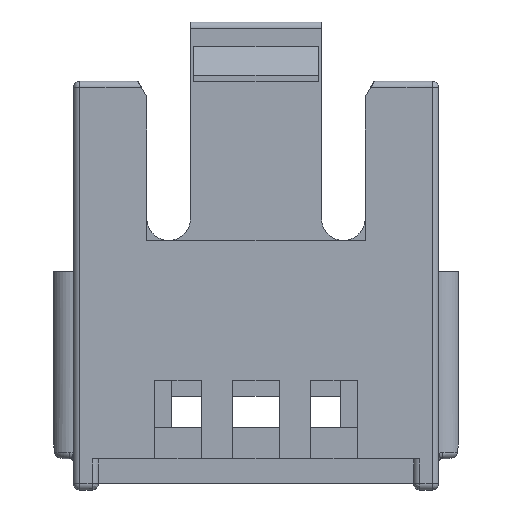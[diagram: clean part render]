
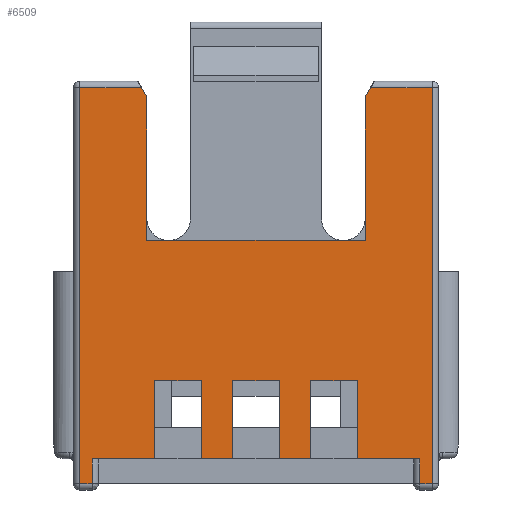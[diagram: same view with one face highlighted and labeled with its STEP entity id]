
A CAD part, front view. The second image highlights one B-rep face of the part: STEP entity #6509.
In plain terms, the highlighted planar face has unit normal (0, -1, 0).
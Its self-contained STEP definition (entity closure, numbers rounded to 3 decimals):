
#988=DIRECTION('',(-0.5,0.,-0.866));
#989=VECTOR('',#988,0.346);
#990=CARTESIAN_POINT('',(3.673,-4.9,-0.2));
#991=LINE('',#990,#989);
#992=DIRECTION('',(1.,0.,0.));
#993=VECTOR('',#992,1.977);
#994=CARTESIAN_POINT('',(3.673,-4.9,-0.2));
#995=LINE('',#994,#993);
#996=DIRECTION('',(0.,0.,-1.));
#997=VECTOR('',#996,12.7);
#998=CARTESIAN_POINT('',(5.65,-4.9,-0.2));
#999=LINE('',#998,#997);
#1000=DIRECTION('',(-1.,0.,0.));
#1001=VECTOR('',#1000,0.4);
#1002=CARTESIAN_POINT('',(5.65,-4.9,-12.9));
#1003=LINE('',#1002,#1001);
#1004=DIRECTION('',(0.,0.,1.));
#1005=VECTOR('',#1004,0.8);
#1006=CARTESIAN_POINT('',(5.25,-4.9,-12.9));
#1007=LINE('',#1006,#1005);
#1008=DIRECTION('',(0.,0.,-1.));
#1009=VECTOR('',#1008,2.5);
#1010=CARTESIAN_POINT('',(3.25,-4.9,-9.6));
#1011=LINE('',#1010,#1009);
#1012=DIRECTION('',(-1.,0.,0.));
#1013=VECTOR('',#1012,1.5);
#1014=CARTESIAN_POINT('',(3.25,-4.9,-9.6));
#1015=LINE('',#1014,#1013);
#1016=DIRECTION('',(0.,0.,-1.));
#1017=VECTOR('',#1016,2.5);
#1018=CARTESIAN_POINT('',(1.75,-4.9,-9.6));
#1019=LINE('',#1018,#1017);
#1020=DIRECTION('',(1.,0.,0.));
#1021=VECTOR('',#1020,1.);
#1022=CARTESIAN_POINT('',(0.75,-4.9,-12.1));
#1023=LINE('',#1022,#1021);
#1024=DIRECTION('',(0.,0.,-1.));
#1025=VECTOR('',#1024,2.5);
#1026=CARTESIAN_POINT('',(0.75,-4.9,-9.6));
#1027=LINE('',#1026,#1025);
#1028=DIRECTION('',(-1.,0.,0.));
#1029=VECTOR('',#1028,1.5);
#1030=CARTESIAN_POINT('',(0.75,-4.9,-9.6));
#1031=LINE('',#1030,#1029);
#1032=DIRECTION('',(0.,0.,-1.));
#1033=VECTOR('',#1032,2.5);
#1034=CARTESIAN_POINT('',(-0.75,-4.9,-9.6));
#1035=LINE('',#1034,#1033);
#1036=DIRECTION('',(1.,0.,0.));
#1037=VECTOR('',#1036,1.);
#1038=CARTESIAN_POINT('',(-1.75,-4.9,-12.1));
#1039=LINE('',#1038,#1037);
#1040=DIRECTION('',(0.,0.,-1.));
#1041=VECTOR('',#1040,2.5);
#1042=CARTESIAN_POINT('',(-1.75,-4.9,-9.6));
#1043=LINE('',#1042,#1041);
#1044=DIRECTION('',(-1.,0.,0.));
#1045=VECTOR('',#1044,1.5);
#1046=CARTESIAN_POINT('',(-1.75,-4.9,-9.6));
#1047=LINE('',#1046,#1045);
#1048=DIRECTION('',(0.,0.,-1.));
#1049=VECTOR('',#1048,2.5);
#1050=CARTESIAN_POINT('',(-3.25,-4.9,-9.6));
#1051=LINE('',#1050,#1049);
#1052=DIRECTION('',(0.,0.,-1.));
#1053=VECTOR('',#1052,0.8);
#1054=CARTESIAN_POINT('',(-5.25,-4.9,-12.1));
#1055=LINE('',#1054,#1053);
#1056=DIRECTION('',(-1.,0.,0.));
#1057=VECTOR('',#1056,0.4);
#1058=CARTESIAN_POINT('',(-5.25,-4.9,-12.9));
#1059=LINE('',#1058,#1057);
#1060=DIRECTION('',(0.,0.,-1.));
#1061=VECTOR('',#1060,12.7);
#1062=CARTESIAN_POINT('',(-5.65,-4.9,-0.2));
#1063=LINE('',#1062,#1061);
#1064=DIRECTION('',(1.,0.,0.));
#1065=VECTOR('',#1064,1.977);
#1066=CARTESIAN_POINT('',(-5.65,-4.9,-0.2));
#1067=LINE('',#1066,#1065);
#1068=DIRECTION('',(-0.5,0.,0.866));
#1069=VECTOR('',#1068,0.346);
#1070=CARTESIAN_POINT('',(-3.5,-4.9,-0.5));
#1071=LINE('',#1070,#1069);
#1072=DIRECTION('',(0.,0.,1.));
#1073=VECTOR('',#1072,4.6);
#1074=CARTESIAN_POINT('',(-3.5,-4.9,-5.1));
#1075=LINE('',#1074,#1073);
#1076=DIRECTION('',(1.,0.,0.));
#1077=VECTOR('',#1076,7.);
#1078=CARTESIAN_POINT('',(-3.5,-4.9,-5.1));
#1079=LINE('',#1078,#1077);
#1080=DIRECTION('',(0.,0.,1.));
#1081=VECTOR('',#1080,4.6);
#1082=CARTESIAN_POINT('',(3.5,-4.9,-5.1));
#1083=LINE('',#1082,#1081);
#1092=CARTESIAN_POINT('',(3.673,-4.9,-0.2));
#3532=DIRECTION('',(1.,0.,0.));
#3533=VECTOR('',#3532,2.);
#3534=CARTESIAN_POINT('',(-5.25,-4.9,-12.1));
#3535=LINE('',#3534,#3533);
#3572=DIRECTION('',(1.,0.,0.));
#3573=VECTOR('',#3572,2.);
#3574=CARTESIAN_POINT('',(3.25,-4.9,-12.1));
#3575=LINE('',#3574,#3573);
#4405=CARTESIAN_POINT('',(-3.5,-4.9,-5.1));
#4406=CARTESIAN_POINT('',(3.5,-4.9,-5.1));
#4407=VERTEX_POINT('',#4405);
#4408=VERTEX_POINT('',#4406);
#4473=CARTESIAN_POINT('',(3.25,-4.9,-9.6));
#4474=CARTESIAN_POINT('',(1.75,-4.9,-9.6));
#4475=VERTEX_POINT('',#4473);
#4476=VERTEX_POINT('',#4474);
#4477=CARTESIAN_POINT('',(1.75,-4.9,-12.1));
#4478=VERTEX_POINT('',#4477);
#4479=CARTESIAN_POINT('',(3.25,-4.9,-12.1));
#4480=VERTEX_POINT('',#4479);
#4696=CARTESIAN_POINT('',(5.25,-4.9,-12.9));
#4697=CARTESIAN_POINT('',(5.25,-4.9,-12.1));
#4698=VERTEX_POINT('',#4696);
#4699=VERTEX_POINT('',#4697);
#4704=CARTESIAN_POINT('',(5.65,-4.9,-12.9));
#4705=VERTEX_POINT('',#4704);
#4718=CARTESIAN_POINT('',(5.65,-4.9,-0.2));
#4719=VERTEX_POINT('',#4718);
#4738=CARTESIAN_POINT('',(-5.65,-4.9,-0.2));
#4739=CARTESIAN_POINT('',(-5.65,-4.9,-12.9));
#4740=VERTEX_POINT('',#4738);
#4741=VERTEX_POINT('',#4739);
#4746=CARTESIAN_POINT('',(-5.25,-4.9,-12.1));
#4747=CARTESIAN_POINT('',(-5.25,-4.9,-12.9));
#4748=VERTEX_POINT('',#4746);
#4749=VERTEX_POINT('',#4747);
#4858=VERTEX_POINT('',#1092);
#4859=CARTESIAN_POINT('',(3.5,-4.9,-0.5));
#4860=VERTEX_POINT('',#4859);
#4861=CARTESIAN_POINT('',(-3.5,-4.9,-0.5));
#4862=CARTESIAN_POINT('',(-3.673,-4.9,-0.2));
#4863=VERTEX_POINT('',#4861);
#4864=VERTEX_POINT('',#4862);
#4884=CARTESIAN_POINT('',(-0.75,-4.9,-9.6));
#4886=VERTEX_POINT('',#4884);
#4889=CARTESIAN_POINT('',(0.75,-4.9,-9.6));
#4891=VERTEX_POINT('',#4889);
#4909=CARTESIAN_POINT('',(-1.75,-4.9,-9.6));
#4911=VERTEX_POINT('',#4909);
#4924=CARTESIAN_POINT('',(-0.75,-4.9,-12.1));
#4925=VERTEX_POINT('',#4924);
#4926=CARTESIAN_POINT('',(0.75,-4.9,-12.1));
#4927=VERTEX_POINT('',#4926);
#4936=CARTESIAN_POINT('',(-3.25,-4.9,-9.6));
#4937=VERTEX_POINT('',#4936);
#4938=CARTESIAN_POINT('',(-3.25,-4.9,-12.1));
#4939=VERTEX_POINT('',#4938);
#4940=CARTESIAN_POINT('',(-1.75,-4.9,-12.1));
#4941=VERTEX_POINT('',#4940);
#6456=CARTESIAN_POINT('',(-5.85,-4.9,0.));
#6457=DIRECTION('',(0.,-1.,0.));
#6458=DIRECTION('',(1.,0.,0.));
#6459=AXIS2_PLACEMENT_3D('',#6456,#6457,#6458);
#6460=PLANE('',#6459);
#6462=ORIENTED_EDGE('',*,*,#6461,.F.);
#6464=ORIENTED_EDGE('',*,*,#6463,.T.);
#6466=ORIENTED_EDGE('',*,*,#6465,.T.);
#6468=ORIENTED_EDGE('',*,*,#6467,.T.);
#6470=ORIENTED_EDGE('',*,*,#6469,.T.);
#6472=ORIENTED_EDGE('',*,*,#6471,.F.);
#6473=ORIENTED_EDGE('',*,*,#6443,.F.);
#6474=ORIENTED_EDGE('',*,*,#6123,.T.);
#6476=ORIENTED_EDGE('',*,*,#6475,.T.);
#6478=ORIENTED_EDGE('',*,*,#6477,.F.);
#6480=ORIENTED_EDGE('',*,*,#6479,.F.);
#6481=ORIENTED_EDGE('',*,*,#6352,.T.);
#6482=ORIENTED_EDGE('',*,*,#6374,.T.);
#6484=ORIENTED_EDGE('',*,*,#6483,.F.);
#6486=ORIENTED_EDGE('',*,*,#6485,.F.);
#6487=ORIENTED_EDGE('',*,*,#6092,.T.);
#6489=ORIENTED_EDGE('',*,*,#6488,.T.);
#6491=ORIENTED_EDGE('',*,*,#6490,.F.);
#6493=ORIENTED_EDGE('',*,*,#6492,.T.);
#6495=ORIENTED_EDGE('',*,*,#6494,.T.);
#6497=ORIENTED_EDGE('',*,*,#6496,.F.);
#6499=ORIENTED_EDGE('',*,*,#6498,.T.);
#6501=ORIENTED_EDGE('',*,*,#6500,.F.);
#6503=ORIENTED_EDGE('',*,*,#6502,.F.);
#6504=ORIENTED_EDGE('',*,*,#6045,.T.);
#6506=ORIENTED_EDGE('',*,*,#6505,.T.);
#6507=EDGE_LOOP('',(#6462,#6464,#6466,#6468,#6470,#6472,#6473,#6474,#6476,#6478,
#6480,#6481,#6482,#6484,#6486,#6487,#6489,#6491,#6493,#6495,#6497,#6499,#6501,
#6503,#6504,#6506));
#6508=FACE_OUTER_BOUND('',#6507,.F.);
#6045=EDGE_CURVE('',#4407,#4408,#1079,.T.);
#6092=EDGE_CURVE('',#4911,#4937,#1047,.T.);
#6123=EDGE_CURVE('',#4475,#4476,#1015,.T.);
#6352=EDGE_CURVE('',#4891,#4886,#1031,.T.);
#6374=EDGE_CURVE('',#4886,#4925,#1035,.T.);
#6443=EDGE_CURVE('',#4475,#4480,#1011,.T.);
#6461=EDGE_CURVE('',#4858,#4860,#991,.T.);
#6463=EDGE_CURVE('',#4858,#4719,#995,.T.);
#6465=EDGE_CURVE('',#4719,#4705,#999,.T.);
#6467=EDGE_CURVE('',#4705,#4698,#1003,.T.);
#6469=EDGE_CURVE('',#4698,#4699,#1007,.T.);
#6471=EDGE_CURVE('',#4480,#4699,#3575,.T.);
#6475=EDGE_CURVE('',#4476,#4478,#1019,.T.);
#6477=EDGE_CURVE('',#4927,#4478,#1023,.T.);
#6479=EDGE_CURVE('',#4891,#4927,#1027,.T.);
#6483=EDGE_CURVE('',#4941,#4925,#1039,.T.);
#6485=EDGE_CURVE('',#4911,#4941,#1043,.T.);
#6488=EDGE_CURVE('',#4937,#4939,#1051,.T.);
#6490=EDGE_CURVE('',#4748,#4939,#3535,.T.);
#6492=EDGE_CURVE('',#4748,#4749,#1055,.T.);
#6494=EDGE_CURVE('',#4749,#4741,#1059,.T.);
#6496=EDGE_CURVE('',#4740,#4741,#1063,.T.);
#6498=EDGE_CURVE('',#4740,#4864,#1067,.T.);
#6500=EDGE_CURVE('',#4863,#4864,#1071,.T.);
#6502=EDGE_CURVE('',#4407,#4863,#1075,.T.);
#6505=EDGE_CURVE('',#4408,#4860,#1083,.T.);
#6509=ADVANCED_FACE('',(#6508),#6460,.T.);
